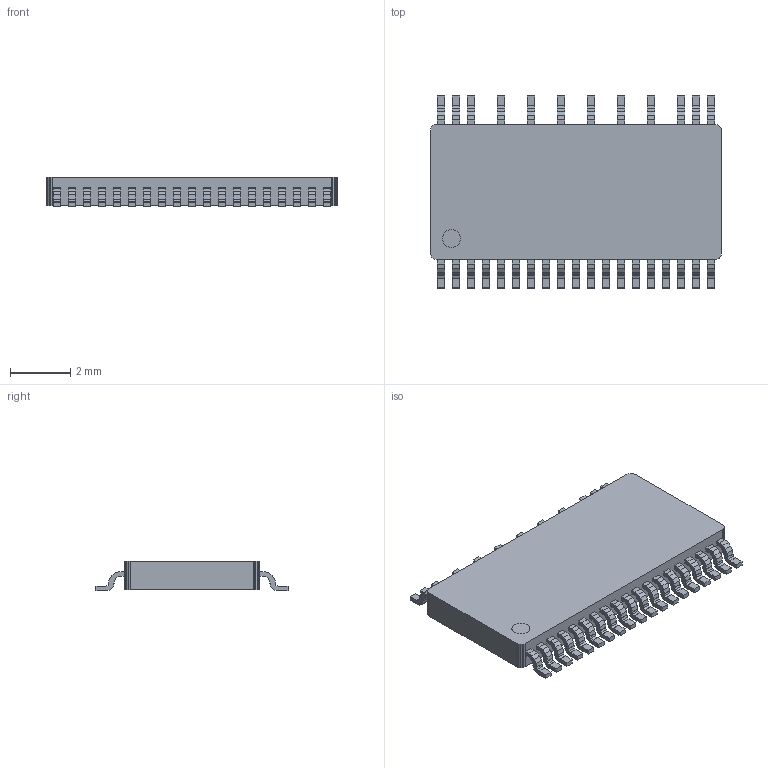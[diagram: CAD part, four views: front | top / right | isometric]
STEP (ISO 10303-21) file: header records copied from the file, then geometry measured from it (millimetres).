
FILE_DESCRIPTION(('FreeCAD Model'),'2;1');
FILE_NAME('Fusion.step','2017-05-09T13:21:49',( 'kicad StepUp'),('ksu MCAD'),'Open CASCADE STEP processor 6.8', 'FreeCAD','Unknown');
FILE_SCHEMA(('AUTOMOTIVE_DESIGN_CC2 { 1 2 10303 214 -1 1 5 4 }'));
Length unit declared in the file: millimetre
Products named in the file (2): ASSEMBLY; Fusion
Assembly tree (1 placements, depth 2):
  ASSEMBLY
    Fusion
Bounding box: 9.7 x 6.4 x 0.99 mm (x, y, z)
Volume: 43 mm3; surface area: 145.6 mm2
Topology: 1 solids, 1 shells, 809 faces, 2325 edges, 1550 vertices
Faces by surface type: plane 807, cylinder 2
Entity records: 31619 total; most frequent: CARTESIAN_POINT 4686, ORIENTED_EDGE 4650, DIRECTION 3951, EDGE_CURVE 2325, LINE 2321, VECTOR 2321, VERTEX_POINT 1550, FACE_BOUND 841
